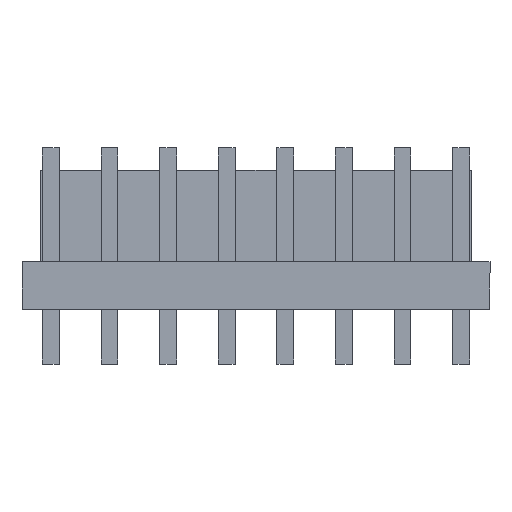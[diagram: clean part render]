
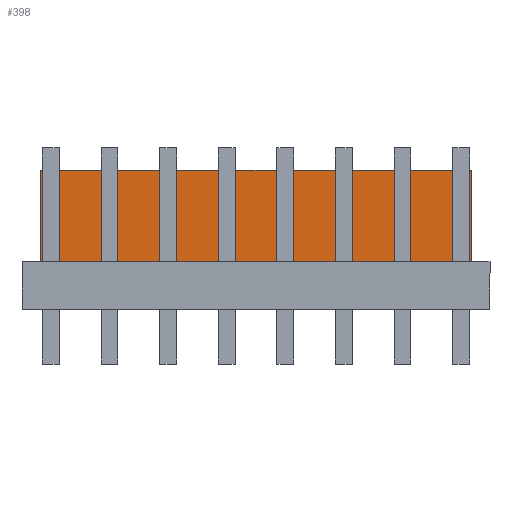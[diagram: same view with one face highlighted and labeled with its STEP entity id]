
A CAD part, top view. The second image highlights one B-rep face of the part: STEP entity #398.
In plain terms, the highlighted planar face has unit normal (0, 0, 1).
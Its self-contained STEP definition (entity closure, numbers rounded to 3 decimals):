
#398 = ADVANCED_FACE ( 'NONE', ( #1914 ), #1913, .T. ) ;
#399 = VERTEX_POINT ( 'NONE', #1908 ) ;
#401 = EDGE_LOOP ( 'NONE', ( #424, #428, #418, #414 ) ) ;
#414 = ORIENTED_EDGE ( 'NONE', *, *, #415, .F. ) ;
#415 = EDGE_CURVE ( 'NONE', #427, #399, #1947, .T. ) ;
#418 = ORIENTED_EDGE ( 'NONE', *, *, #423, .F. ) ;
#423 = EDGE_CURVE ( 'NONE', #399, #3946, #1984, .T. ) ;
#424 = ORIENTED_EDGE ( 'NONE', *, *, #431, .T. ) ;
#427 = VERTEX_POINT ( 'NONE', #1974 ) ;
#428 = ORIENTED_EDGE ( 'NONE', *, *, #3945, .T. ) ;
#431 = EDGE_CURVE ( 'NONE', #427, #3942, #1969, .T. ) ;
#1908 = CARTESIAN_POINT ( 'NONE',  ( 14.56, 9.4, -2.55 ) ) ;
#1909 = DIRECTION ( 'NONE',  ( 0., -1., 0. ) ) ;
#1910 = DIRECTION ( 'NONE',  ( 0., 0., 1. ) ) ;
#1911 = CARTESIAN_POINT ( 'NONE',  ( -15.81, 9.4, -2.55 ) ) ;
#1912 = AXIS2_PLACEMENT_3D ( 'NONE', #1911, #1910, #1909 ) ;
#1913 = PLANE ( 'NONE',  #1912 ) ;
#1914 = FACE_OUTER_BOUND ( 'NONE', #401, .T. ) ;
#1944 = DIRECTION ( 'NONE',  ( 1., 0., 0. ) ) ;
#1945 = VECTOR ( 'NONE', #1944, 1000. ) ;
#1946 = CARTESIAN_POINT ( 'NONE',  ( -15.81, 9.4, -2.55 ) ) ;
#1947 = LINE ( 'NONE', #1946, #1945 ) ;
#1966 = DIRECTION ( 'NONE',  ( 0., -1., 0. ) ) ;
#1967 = VECTOR ( 'NONE', #1966, 1000. ) ;
#1968 = CARTESIAN_POINT ( 'NONE',  ( -14.56, 9.4, -2.55 ) ) ;
#1969 = LINE ( 'NONE', #1968, #1967 ) ;
#1974 = CARTESIAN_POINT ( 'NONE',  ( -14.56, 9.4, -2.55 ) ) ;
#1981 = DIRECTION ( 'NONE',  ( 0., -1., 0. ) ) ;
#1982 = VECTOR ( 'NONE', #1981, 1000. ) ;
#1983 = CARTESIAN_POINT ( 'NONE',  ( 14.56, 9.4, -2.55 ) ) ;
#1984 = LINE ( 'NONE', #1983, #1982 ) ;
#3583 = CARTESIAN_POINT ( 'NONE',  ( 14.56, 3.2, -2.55 ) ) ;
#3584 = DIRECTION ( 'NONE',  ( 1., 0., 0. ) ) ;
#3585 = VECTOR ( 'NONE', #3584, 1000. ) ;
#3586 = CARTESIAN_POINT ( 'NONE',  ( -15.81, 3.2, -2.55 ) ) ;
#3587 = LINE ( 'NONE', #3586, #3585 ) ;
#3588 = CARTESIAN_POINT ( 'NONE',  ( -14.56, 3.2, -2.55 ) ) ;
#3942 = VERTEX_POINT ( 'NONE', #3588 ) ;
#3945 = EDGE_CURVE ( 'NONE', #3942, #3946, #3587, .T. ) ;
#3946 = VERTEX_POINT ( 'NONE', #3583 ) ;
